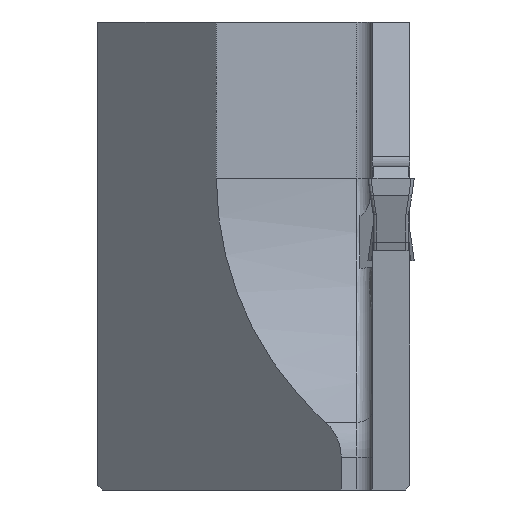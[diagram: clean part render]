
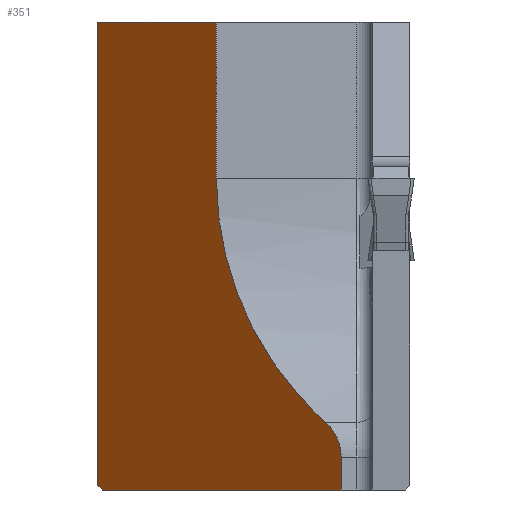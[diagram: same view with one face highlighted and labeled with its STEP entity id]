
A CAD part, left-side view. The second image highlights one B-rep face of the part: STEP entity #351.
In plain terms, the highlighted planar face has unit normal (-0.707, 0.707, 0).
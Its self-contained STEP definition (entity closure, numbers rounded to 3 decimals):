
#293=ELLIPSE('',#1588,4.243,3.);
#294=ELLIPSE('',#1591,29.698,21.);
#351=ADVANCED_FACE('',(#475),#416,.F.);
#416=PLANE('',#1606);
#475=FACE_OUTER_BOUND('',#547,.T.);
#547=EDGE_LOOP('',(#760,#761,#762,#763,#764,#765,#766,#767));
#760=ORIENTED_EDGE('',*,*,#1170,.F.);
#761=ORIENTED_EDGE('',*,*,#1118,.F.);
#762=ORIENTED_EDGE('',*,*,#1128,.F.);
#763=ORIENTED_EDGE('',*,*,#1125,.F.);
#764=ORIENTED_EDGE('',*,*,#1143,.F.);
#765=ORIENTED_EDGE('',*,*,#1172,.F.);
#766=ORIENTED_EDGE('',*,*,#1164,.F.);
#767=ORIENTED_EDGE('',*,*,#1168,.F.);
#999=VERTEX_POINT('',#2102);
#1000=VERTEX_POINT('',#2104);
#1004=VERTEX_POINT('',#2116);
#1006=VERTEX_POINT('',#2119);
#1018=VERTEX_POINT('',#2152);
#1025=VERTEX_POINT('',#2193);
#1026=VERTEX_POINT('',#2195);
#1029=VERTEX_POINT('',#2202);
#1118=EDGE_CURVE('',#999,#1000,#1297,.T.);
#1125=EDGE_CURVE('',#1004,#1006,#1303,.T.);
#1128=EDGE_CURVE('',#1006,#999,#1306,.T.);
#1143=EDGE_CURVE('',#1018,#1004,#1319,.T.);
#1164=EDGE_CURVE('',#1025,#1026,#293,.T.);
#1168=EDGE_CURVE('',#1029,#1025,#294,.T.);
#1170=EDGE_CURVE('',#1000,#1029,#1340,.T.);
#1172=EDGE_CURVE('',#1026,#1018,#1342,.T.);
#1297=LINE('',#2103,#1437);
#1303=LINE('',#2118,#1443);
#1306=LINE('',#2124,#1446);
#1319=LINE('',#2153,#1459);
#1340=LINE('',#2206,#1480);
#1342=LINE('',#2209,#1482);
#1437=VECTOR('',#1713,1.);
#1443=VECTOR('',#1725,1.);
#1446=VECTOR('',#1730,1.);
#1459=VECTOR('',#1753,1.);
#1480=VECTOR('',#1816,1.);
#1482=VECTOR('',#1820,1.);
#1588=AXIS2_PLACEMENT_3D('',#2194,#1802,#1803);
#1591=AXIS2_PLACEMENT_3D('',#2203,#1810,#1811);
#1606=AXIS2_PLACEMENT_3D('',#2247,#1845,#1846);
#1713=DIRECTION('',(-0.707,-0.707,0.));
#1725=DIRECTION('',(0.577,0.577,0.577));
#1730=DIRECTION('',(0.,0.,1.));
#1753=DIRECTION('',(0.707,0.707,0.));
#1802=DIRECTION('',(0.707,-0.707,0.));
#1803=DIRECTION('',(-0.707,-0.707,0.));
#1810=DIRECTION('',(-0.707,0.707,0.));
#1811=DIRECTION('',(-0.707,-0.707,0.));
#1816=DIRECTION('',(0.,0.,-1.));
#1820=DIRECTION('',(0.,0.,-1.));
#1845=DIRECTION('',(0.707,-0.707,0.));
#1846=DIRECTION('',(0.707,0.707,0.));
#2102=CARTESIAN_POINT('',(28.6,0.,10.));
#2103=CARTESIAN_POINT('',(13.,-15.6,10.));
#2104=CARTESIAN_POINT('',(21.,-7.6,10.));
#2116=CARTESIAN_POINT('',(28.3,-0.3,-20.));
#2118=CARTESIAN_POINT('',(17.433,-11.167,-30.867));
#2119=CARTESIAN_POINT('',(28.6,0.,-19.7));
#2124=CARTESIAN_POINT('',(28.6,0.,-22.));
#2152=CARTESIAN_POINT('',(13.,-15.6,-20.));
#2153=CARTESIAN_POINT('',(13.,-15.6,-20.));
#2193=CARTESIAN_POINT('',(14.,-14.6,-15.652));
#2194=CARTESIAN_POINT('',(16.,-12.6,-17.889));
#2195=CARTESIAN_POINT('',(13.,-15.6,-17.889));
#2202=CARTESIAN_POINT('',(21.,-7.6,0.));
#2203=CARTESIAN_POINT('',(0.,-28.6,0.));
#2206=CARTESIAN_POINT('',(21.,-7.6,-22.));
#2209=CARTESIAN_POINT('',(13.,-15.6,-22.));
#2247=CARTESIAN_POINT('',(13.,-15.6,-22.));
